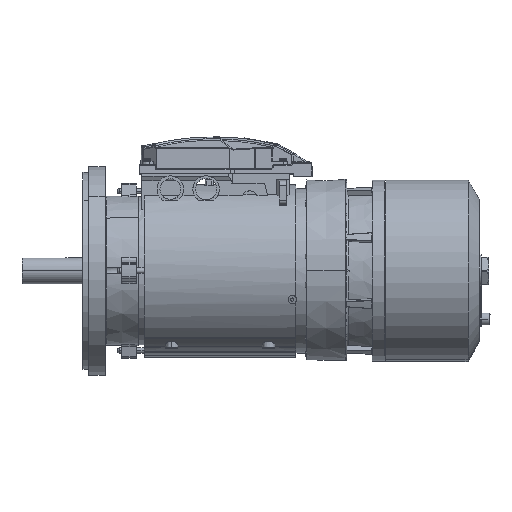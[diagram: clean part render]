
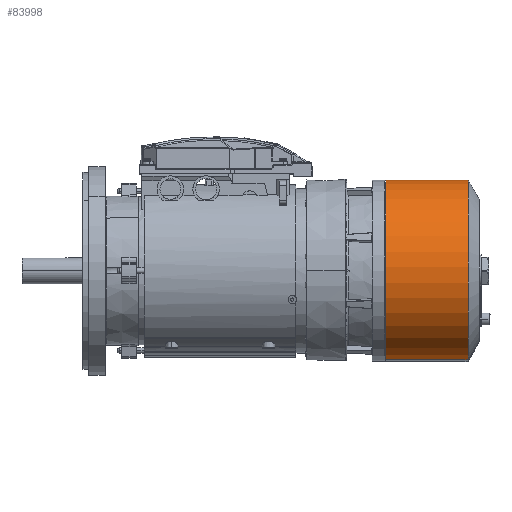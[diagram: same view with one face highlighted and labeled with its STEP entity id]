
A CAD part, top view. The second image highlights one B-rep face of the part: STEP entity #83998.
In plain terms, the highlighted cylindrical face has radius 99.2 mm (diameter 198.4 mm), a partial arc.
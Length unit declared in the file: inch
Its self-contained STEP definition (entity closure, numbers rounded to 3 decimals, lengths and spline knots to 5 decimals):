
#1696 = CYLINDRICAL_SURFACE ( 'NONE', #20979, 3.90551 ) ;
#9606 = EDGE_LOOP ( 'NONE', ( #10110, #59318, #68552, #78377 ) ) ;
#10110 = ORIENTED_EDGE ( 'NONE', *, *, #130639, .F. ) ;
#16176 = LINE ( 'NONE', #137840, #117521 ) ;
#18684 = CARTESIAN_POINT ( 'NONE',  ( 10.80709, 0., 0. ) ) ;
#19137 = CIRCLE ( 'NONE', #102004, 3.90551 ) ;
#20979 = AXIS2_PLACEMENT_3D ( 'NONE', #101062, #44747, #78849 ) ;
#22260 = DIRECTION ( 'NONE',  ( 0., 0.978, -0.211 ) ) ;
#32292 = CARTESIAN_POINT ( 'NONE',  ( 14.34927, 3.8179, -0.82261 ) ) ;
#36393 = VECTOR ( 'NONE', #116247, 39.37008 ) ;
#41609 = CARTESIAN_POINT ( 'NONE',  ( 10.80709, -3.8179, 0.82261 ) ) ;
#44747 = DIRECTION ( 'NONE',  ( -1., 0., 0. ) ) ;
#47795 = EDGE_CURVE ( 'NONE', #115335, #88417, #71520, .T. ) ;
#52074 = DIRECTION ( 'NONE',  ( 1., 0., 0. ) ) ;
#53825 = VERTEX_POINT ( 'NONE', #76416 ) ;
#59318 = ORIENTED_EDGE ( 'NONE', *, *, #119329, .T. ) ;
#60649 = CARTESIAN_POINT ( 'NONE',  ( 10.35513, -3.8179, 0.82261 ) ) ;
#66764 = AXIS2_PLACEMENT_3D ( 'NONE', #18684, #52074, #96573 ) ;
#68552 = ORIENTED_EDGE ( 'NONE', *, *, #96132, .T. ) ;
#71520 = CIRCLE ( 'NONE', #66764, 3.90551 ) ;
#76416 = CARTESIAN_POINT ( 'NONE',  ( 14.34927, -3.8179, 0.82261 ) ) ;
#78377 = ORIENTED_EDGE ( 'NONE', *, *, #47795, .T. ) ;
#78849 = DIRECTION ( 'NONE',  ( 0., 0.978, -0.211 ) ) ;
#83668 = LINE ( 'NONE', #60649, #36393 ) ;
#83998 = ADVANCED_FACE ( 'NONE', ( #113656 ), #1696, .T. ) ;
#84617 = VERTEX_POINT ( 'NONE', #32292 ) ;
#88417 = VERTEX_POINT ( 'NONE', #41609 ) ;
#93344 = DIRECTION ( 'NONE',  ( -1., 0., 0. ) ) ;
#96132 = EDGE_CURVE ( 'NONE', #84617, #115335, #16176, .T. ) ;
#96573 = DIRECTION ( 'NONE',  ( 0., 0.978, -0.211 ) ) ;
#101062 = CARTESIAN_POINT ( 'NONE',  ( 10.35513, 0., 0. ) ) ;
#102004 = AXIS2_PLACEMENT_3D ( 'NONE', #103017, #125997, #22260 ) ;
#103017 = CARTESIAN_POINT ( 'NONE',  ( 14.34927, 0., 0. ) ) ;
#113656 = FACE_OUTER_BOUND ( 'NONE', #9606, .T. ) ;
#115335 = VERTEX_POINT ( 'NONE', #126163 ) ;
#116247 = DIRECTION ( 'NONE',  ( -1., 0., 0. ) ) ;
#117521 = VECTOR ( 'NONE', #93344, 39.37008 ) ;
#119329 = EDGE_CURVE ( 'NONE', #53825, #84617, #19137, .T. ) ;
#125997 = DIRECTION ( 'NONE',  ( -1., 0., 0. ) ) ;
#126163 = CARTESIAN_POINT ( 'NONE',  ( 10.80709, 3.8179, -0.82261 ) ) ;
#130639 = EDGE_CURVE ( 'NONE', #53825, #88417, #83668, .T. ) ;
#137840 = CARTESIAN_POINT ( 'NONE',  ( 10.35513, 3.8179, -0.82261 ) ) ;
